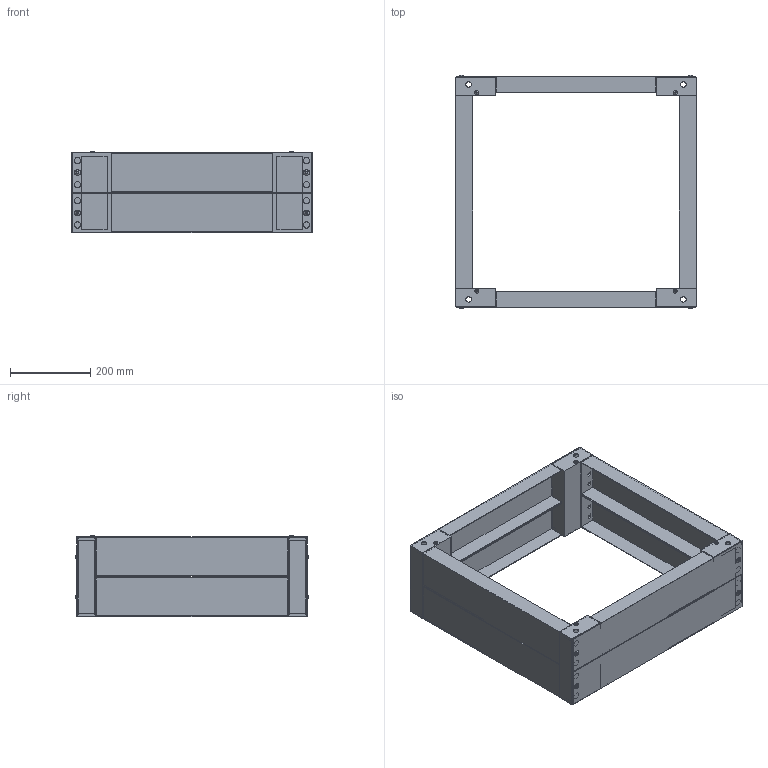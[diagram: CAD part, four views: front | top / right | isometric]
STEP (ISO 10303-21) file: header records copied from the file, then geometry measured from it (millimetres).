
FILE_DESCRIPTION (( 'STEP AP214' ), '1' );
FILE_NAME ('QTA-P020606C.STEP', '2021-06-28T19:14:57', ( '' ), ( '' ), 'SwSTEP 2.0', 'SolidWorks 2021', '' );
FILE_SCHEMA (( 'AUTOMOTIVE_DESIGN' ));
Length unit declared in the file: inch
Products named in the file (1): QTA-P020606C
Bounding box: 598 x 580.4 x 203.74 mm (x, y, z)
Volume: 1857585.8 mm3; surface area: 1894475.2 mm2
Topology: 40 solids, 40 shells, 1624 faces, 4336 edges, 2820 vertices
Faces by surface type: plane 1072, cylinder 504, cone 28, bspline 20
Full cylindrical faces by diameter (mm): 4.25 x8, 4.917 x8, 5 x4, 6 x8, 7 x16, 10 x4, 14 x16, 15.5 x16
Entity records: 73473 total; most frequent: CARTESIAN_POINT 11285, ORIENTED_EDGE 8448, DIRECTION 8006, EDGE_CURVE 4224, LINE 3236, VECTOR 3236, VERTEX_POINT 2808, AXIS2_PLACEMENT_3D 2385
